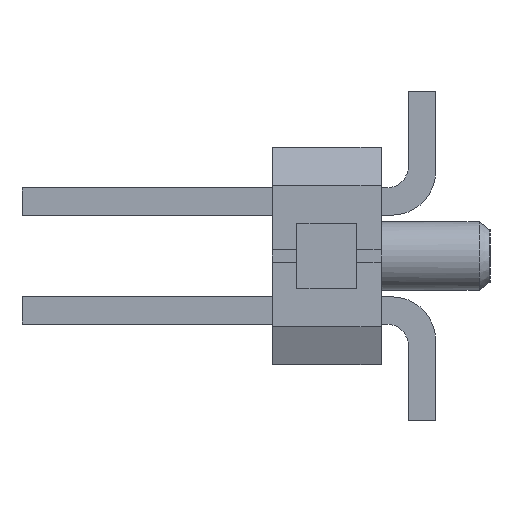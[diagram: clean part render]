
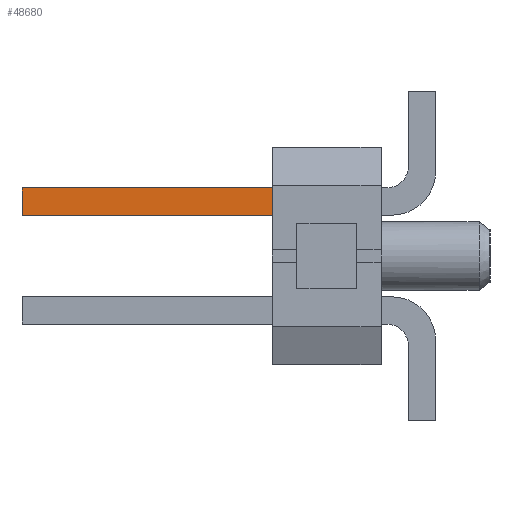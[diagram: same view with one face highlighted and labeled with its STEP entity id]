
A CAD part, left-side view. The second image highlights one B-rep face of the part: STEP entity #48680.
In plain terms, the highlighted planar face has unit normal (-1, 0, 0).
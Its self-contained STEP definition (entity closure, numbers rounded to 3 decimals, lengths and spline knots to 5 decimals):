
#4663=ORIENTED_EDGE('',*,*,#17440,.F.);
#4664=ORIENTED_EDGE('',*,*,#14794,.T.);
#4665=ORIENTED_EDGE('',*,*,#17650,.F.);
#4666=ORIENTED_EDGE('',*,*,#17545,.F.);
#14794=EDGE_CURVE('',#21955,#21954,#26726,.T.);
#17440=EDGE_CURVE('',#21955,#23900,#29092,.T.);
#17545=EDGE_CURVE('',#23900,#23970,#29197,.T.);
#17650=EDGE_CURVE('',#23970,#21954,#29302,.T.);
#21954=VERTEX_POINT('',#65137);
#21955=VERTEX_POINT('',#65139);
#23900=VERTEX_POINT('',#70424);
#23970=VERTEX_POINT('',#70634);
#26726=LINE('',#65138,#33594);
#29092=LINE('',#70423,#35960);
#29197=LINE('',#70633,#36065);
#29302=LINE('',#70842,#36170);
#33594=VECTOR('',#52890,39.37008);
#35960=VECTOR('',#57204,39.37008);
#36065=VECTOR('',#57379,39.37008);
#36170=VECTOR('',#57554,39.37008);
#41360=EDGE_LOOP('',(#4663,#4664,#4665,#4666));
#43896=FACE_BOUND('',#41360,.T.);
#46292=PLANE('',#51378);
#48680=ADVANCED_FACE('',(#43896),#46292,.F.);
#51378=AXIS2_PLACEMENT_3D('',#71471,#58183,#58184);
#52890=DIRECTION('',(0.,0.,1.));
#57204=DIRECTION('',(0.,1.,0.));
#57379=DIRECTION('',(0.,0.,1.));
#57554=DIRECTION('',(0.,-1.,0.));
#58183=DIRECTION('',(1.,0.,0.));
#58184=DIRECTION('',(0.,0.,-1.));
#65137=CARTESIAN_POINT('',(-1.7125,0.105,0.0125));
#65138=CARTESIAN_POINT('',(-1.7125,0.105,0.0275));
#65139=CARTESIAN_POINT('',(-1.7125,0.105,-0.0125));
#70423=CARTESIAN_POINT('',(-1.7125,0.04,-0.0125));
#70424=CARTESIAN_POINT('',(-1.7125,0.38,-0.0125));
#70633=CARTESIAN_POINT('',(-1.7125,0.38,-0.0125));
#70634=CARTESIAN_POINT('',(-1.7125,0.38,0.0125));
#70842=CARTESIAN_POINT('',(-1.7125,0.38,0.0125));
#71471=CARTESIAN_POINT('',(-1.7125,0.04,0.0275));
